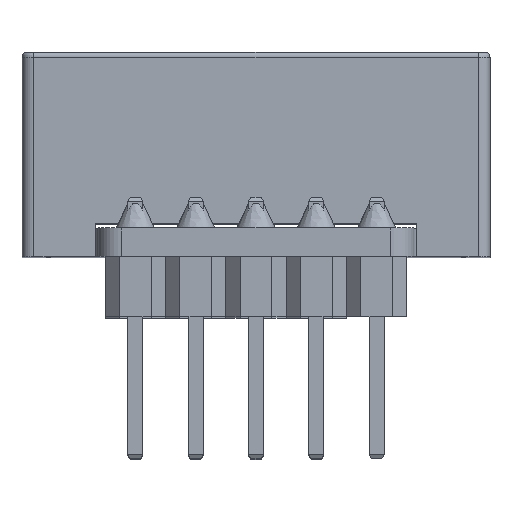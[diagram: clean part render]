
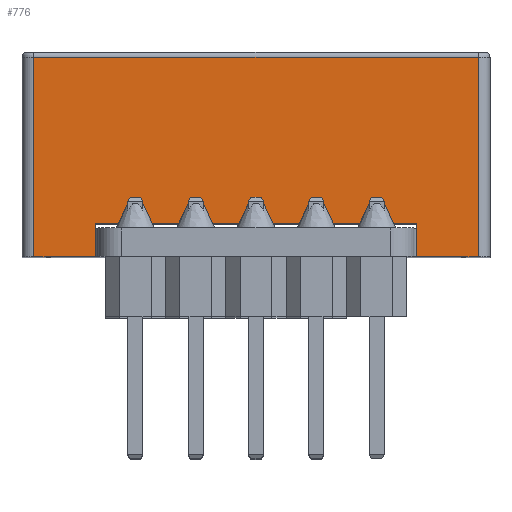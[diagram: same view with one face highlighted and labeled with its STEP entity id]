
A CAD part, top view. The second image highlights one B-rep face of the part: STEP entity #776.
In plain terms, the highlighted planar face has unit normal (0, 0, 1).
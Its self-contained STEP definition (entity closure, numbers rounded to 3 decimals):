
#776=ADVANCED_FACE('',(#3130),#3129,.T.);
#3129=PLANE('',#5628);
#3130=FACE_OUTER_BOUND('',#5629,.T.);
#5625=CARTESIAN_POINT('',(53.886,8.64,-83.396));
#5626=DIRECTION('',(0.,0.,1.));
#5627=DIRECTION('',(0.,-1.,0.));
#5628=AXIS2_PLACEMENT_3D('',#5625,#5626,#5627);
#5629=EDGE_LOOP('',(#7597,#7598,#7599,#7600,#7601,#7602,#7603,#7604));
#7597=ORIENTED_EDGE('',*,*,#8774,.T.);
#7598=ORIENTED_EDGE('',*,*,#8775,.T.);
#7599=ORIENTED_EDGE('',*,*,#8776,.T.);
#7600=ORIENTED_EDGE('',*,*,#8777,.T.);
#7601=ORIENTED_EDGE('',*,*,#8725,.T.);
#7602=ORIENTED_EDGE('',*,*,#8729,.F.);
#7603=ORIENTED_EDGE('',*,*,#8722,.F.);
#7604=ORIENTED_EDGE('',*,*,#8760,.T.);
#8722=EDGE_CURVE('',#12583,#12591,#12592,.T.);
#8725=EDGE_CURVE('',#12611,#12612,#12613,.T.);
#8729=EDGE_CURVE('',#12591,#12612,#12639,.T.);
#8760=EDGE_CURVE('',#12583,#12838,#12845,.T.);
#8774=EDGE_CURVE('',#12838,#12935,#12936,.T.);
#8775=EDGE_CURVE('',#12935,#12942,#12943,.T.);
#8776=EDGE_CURVE('',#12942,#12949,#12950,.T.);
#8777=EDGE_CURVE('',#12949,#12611,#12956,.T.);
#12583=VERTEX_POINT('',#16881);
#12591=VERTEX_POINT('',#16886);
#12592=LINE('',#16887,#16888);
#12611=VERTEX_POINT('',#16897);
#12612=VERTEX_POINT('',#16898);
#12613=LINE('',#16899,#16900);
#12639=LINE('',#16913,#16914);
#12838=VERTEX_POINT('',#17025);
#12845=LINE('',#17030,#17031);
#12935=VERTEX_POINT('',#17078);
#12936=LINE('',#17079,#17080);
#12942=VERTEX_POINT('',#17082);
#12943=LINE('',#17083,#17084);
#12949=VERTEX_POINT('',#17086);
#12950=LINE('',#17087,#17088);
#12956=LINE('',#17090,#17091);
#16881=CARTESIAN_POINT('',(71.856,-0.6,-83.396));
#16886=CARTESIAN_POINT('',(71.856,0.8,-83.396));
#16887=CARTESIAN_POINT('',(71.856,-0.6,-83.396));
#16888=VECTOR('',#16889,1.4);
#16889=DIRECTION('',(0.,1.,0.));
#16897=CARTESIAN_POINT('',(58.356,-0.6,-83.396));
#16898=CARTESIAN_POINT('',(58.356,0.8,-83.396));
#16899=CARTESIAN_POINT('',(58.356,-0.6,-83.396));
#16900=VECTOR('',#16901,1.4);
#16901=DIRECTION('',(0.,1.,0.));
#16913=CARTESIAN_POINT('',(71.856,0.8,-83.396));
#16914=VECTOR('',#16915,13.5);
#16915=DIRECTION('',(-1.,0.,0.));
#17025=CARTESIAN_POINT('',(74.456,-0.6,-83.396));
#17030=CARTESIAN_POINT('',(71.856,-0.6,-83.396));
#17031=VECTOR('',#17032,2.6);
#17032=DIRECTION('',(1.,0.,0.));
#17078=CARTESIAN_POINT('',(74.456,7.8,-83.396));
#17079=CARTESIAN_POINT('',(74.456,-0.6,-83.396));
#17080=VECTOR('',#17081,8.4);
#17081=DIRECTION('',(0.,1.,0.));
#17082=CARTESIAN_POINT('',(55.756,7.8,-83.396));
#17083=CARTESIAN_POINT('',(74.456,7.8,-83.396));
#17084=VECTOR('',#17085,18.7);
#17085=DIRECTION('',(-1.,0.,0.));
#17086=CARTESIAN_POINT('',(55.756,-0.6,-83.396));
#17087=CARTESIAN_POINT('',(55.756,7.8,-83.396));
#17088=VECTOR('',#17089,8.4);
#17089=DIRECTION('',(0.,-1.,0.));
#17090=CARTESIAN_POINT('',(55.756,-0.6,-83.396));
#17091=VECTOR('',#17092,2.6);
#17092=DIRECTION('',(1.,0.,0.));
